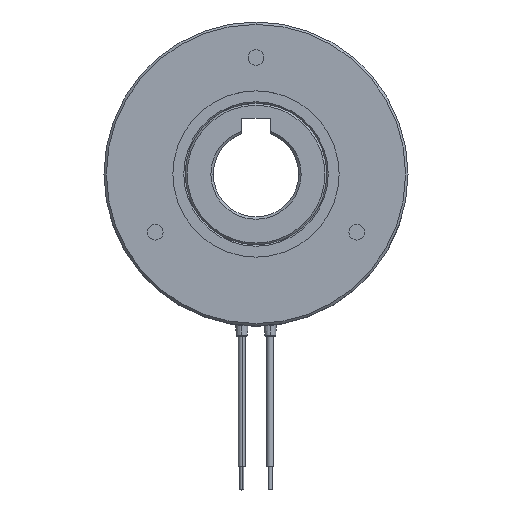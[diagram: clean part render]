
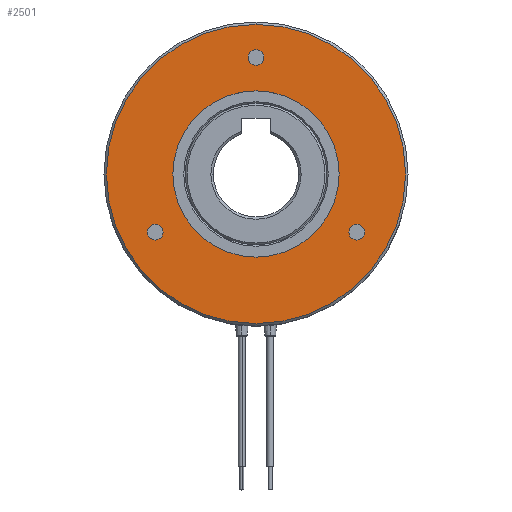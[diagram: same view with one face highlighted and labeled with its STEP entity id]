
A CAD part, top view. The second image highlights one B-rep face of the part: STEP entity #2501.
In plain terms, the highlighted planar face has unit normal (0, 0, 1).
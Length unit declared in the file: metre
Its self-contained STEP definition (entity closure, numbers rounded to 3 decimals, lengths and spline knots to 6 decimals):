
#2501=ADVANCED_FACE('6:566',(#7081,#7082,#7083,#7084,#7085),#7086,.T.);
#7081=FACE_BOUND('',#12162,.T.);
#7082=FACE_BOUND('',#12163,.T.);
#7083=FACE_BOUND('',#12164,.T.);
#7084=FACE_BOUND('',#12165,.T.);
#7085=FACE_OUTER_BOUND('',#12166,.T.);
#7086=PLANE('',#12167);
#12162=EDGE_LOOP('',(#32564,#32565,#32566));
#12163=EDGE_LOOP('',(#32567,#32568,#32569));
#12164=EDGE_LOOP('',(#32570,#32571,#32572));
#12165=EDGE_LOOP('',(#32573,#32574));
#12166=EDGE_LOOP('',(#32575,#32576));
#12167=AXIS2_PLACEMENT_3D('',#32577,#32578,#32579);
#32564=ORIENTED_EDGE('',*,*,#39345,.T.);
#32565=ORIENTED_EDGE('',*,*,#39403,.T.);
#32566=ORIENTED_EDGE('',*,*,#39346,.T.);
#32567=ORIENTED_EDGE('',*,*,#39404,.T.);
#32568=ORIENTED_EDGE('',*,*,#39355,.T.);
#32569=ORIENTED_EDGE('',*,*,#39405,.T.);
#32570=ORIENTED_EDGE('',*,*,#39350,.T.);
#32571=ORIENTED_EDGE('',*,*,#39406,.T.);
#32572=ORIENTED_EDGE('',*,*,#39351,.T.);
#32573=ORIENTED_EDGE('',*,*,#39370,.T.);
#32574=ORIENTED_EDGE('',*,*,#39407,.T.);
#32575=ORIENTED_EDGE('',*,*,#39376,.F.);
#32576=ORIENTED_EDGE('',*,*,#39402,.F.);
#32577=CARTESIAN_POINT('',(0.0,0.0245,0.));
#32578=DIRECTION('',(-0.0,0.0,1.0));
#32579=DIRECTION('',(-0.0,-1.0,0.0));
#39345=EDGE_CURVE('6:1697',#50100,#50097,#50101,.T.);
#39346=EDGE_CURVE('6:1697',#50102,#50100,#50103,.T.);
#39350=EDGE_CURVE('6:1670',#50110,#50107,#50111,.T.);
#39351=EDGE_CURVE('6:1670',#50112,#50110,#50113,.T.);
#39355=EDGE_CURVE('6:1645',#50120,#50117,#50121,.T.);
#39370=EDGE_CURVE('11:2398',#50145,#50142,#50146,.F.);
#39376=EDGE_CURVE('11:2360',#50155,#50151,#50157,.T.);
#39402=EDGE_CURVE('11:2360',#50151,#50155,#50195,.T.);
#39403=EDGE_CURVE('6:1697',#50097,#50102,#50196,.T.);
#39404=EDGE_CURVE('6:1645',#50197,#50120,#50198,.T.);
#39405=EDGE_CURVE('6:1645',#50117,#50197,#50199,.T.);
#39406=EDGE_CURVE('6:1670',#50107,#50112,#50200,.T.);
#39407=EDGE_CURVE('11:2398',#50142,#50145,#50201,.F.);
#50097=VERTEX_POINT('',#141075);
#50100=VERTEX_POINT('',#141079);
#50101=CIRCLE('',#141080,0.00165);
#50102=VERTEX_POINT('',#141081);
#50103=CIRCLE('',#141082,0.00165);
#50107=VERTEX_POINT('',#141087);
#50110=VERTEX_POINT('',#141091);
#50111=CIRCLE('',#141092,0.00165);
#50112=VERTEX_POINT('',#141093);
#50113=CIRCLE('',#141094,0.00165);
#50117=VERTEX_POINT('',#141099);
#50120=VERTEX_POINT('',#141103);
#50121=CIRCLE('',#141104,0.00165);
#50142=VERTEX_POINT('',#141134);
#50145=VERTEX_POINT('',#141138);
#50146=CIRCLE('',#141139,0.0175);
#50151=VERTEX_POINT('',#141145);
#50155=VERTEX_POINT('',#141150);
#50157=CIRCLE('',#141153,0.0315);
#50195=CIRCLE('',#141415,0.0315);
#50196=CIRCLE('',#141416,0.00165);
#50197=VERTEX_POINT('',#141417);
#50198=CIRCLE('',#141418,0.00165);
#50199=CIRCLE('',#141419,0.00165);
#50200=CIRCLE('',#141420,0.00165);
#50201=CIRCLE('',#141421,0.0175);
#141075=CARTESIAN_POINT('',(-0.019568,-0.01225,0.));
#141079=CARTESIAN_POINT('',(-0.021218,-0.0106,0.));
#141080=AXIS2_PLACEMENT_3D('',#145904,#145905,#145906);
#141081=CARTESIAN_POINT('',(-0.022868,-0.01225,0.));
#141082=AXIS2_PLACEMENT_3D('',#145907,#145908,#145909);
#141087=CARTESIAN_POINT('',(0.022868,-0.01225,0.));
#141091=CARTESIAN_POINT('',(0.021218,-0.0106,0.));
#141092=AXIS2_PLACEMENT_3D('',#145915,#145916,#145917);
#141093=CARTESIAN_POINT('',(0.019568,-0.01225,0.));
#141094=AXIS2_PLACEMENT_3D('',#145918,#145919,#145920);
#141099=CARTESIAN_POINT('',(0.00165,0.0245,0.));
#141103=CARTESIAN_POINT('',(-0.00165,0.0245,0.));
#141104=AXIS2_PLACEMENT_3D('',#145926,#145927,#145928);
#141134=CARTESIAN_POINT('',(0.,0.0175,0.));
#141138=CARTESIAN_POINT('',(0.,-0.0175,0.));
#141139=AXIS2_PLACEMENT_3D('',#145951,#145952,#145953);
#141145=CARTESIAN_POINT('',(0.,-0.0315,0.));
#141150=CARTESIAN_POINT('',(0.,0.0315,0.));
#141153=AXIS2_PLACEMENT_3D('',#145963,#145964,#145965);
#141415=AXIS2_PLACEMENT_3D('',#146001,#146002,#146003);
#141416=AXIS2_PLACEMENT_3D('',#146004,#146005,#146006);
#141417=CARTESIAN_POINT('',(0.,0.02285,0.));
#141418=AXIS2_PLACEMENT_3D('',#146007,#146008,#146009);
#141419=AXIS2_PLACEMENT_3D('',#146010,#146011,#146012);
#141420=AXIS2_PLACEMENT_3D('',#146013,#146014,#146015);
#141421=AXIS2_PLACEMENT_3D('',#146016,#146017,#146018);
#145904=CARTESIAN_POINT('',(-0.021218,-0.01225,0.));
#145905=DIRECTION('',(0.0,0.0,-1.0));
#145906=DIRECTION('',(1.0,0.0,0.0));
#145907=CARTESIAN_POINT('',(-0.021218,-0.01225,0.));
#145908=DIRECTION('',(0.0,0.0,-1.0));
#145909=DIRECTION('',(1.0,0.0,0.0));
#145915=CARTESIAN_POINT('',(0.021218,-0.01225,0.));
#145916=DIRECTION('',(0.0,0.0,-1.0));
#145917=DIRECTION('',(1.0,0.0,0.0));
#145918=CARTESIAN_POINT('',(0.021218,-0.01225,0.));
#145919=DIRECTION('',(0.0,0.0,-1.0));
#145920=DIRECTION('',(1.0,0.0,0.0));
#145926=CARTESIAN_POINT('',(0.0,0.0245,0.));
#145927=DIRECTION('',(0.0,0.0,-1.0));
#145928=DIRECTION('',(1.0,0.0,0.0));
#145951=CARTESIAN_POINT('',(0.0,0.0,0.));
#145952=DIRECTION('',(0.0,0.0,1.0));
#145953=DIRECTION('',(0.,1.0,0.0));
#145963=CARTESIAN_POINT('',(0.0,0.0,0.));
#145964=DIRECTION('',(0.0,-0.0,-1.0));
#145965=DIRECTION('',(0.,-1.0,0.0));
#146001=CARTESIAN_POINT('',(0.0,0.0,0.));
#146002=DIRECTION('',(0.0,-0.0,-1.0));
#146003=DIRECTION('',(0.,-1.0,0.0));
#146004=CARTESIAN_POINT('',(-0.021218,-0.01225,0.));
#146005=DIRECTION('',(0.0,0.0,-1.0));
#146006=DIRECTION('',(1.0,0.0,0.0));
#146007=CARTESIAN_POINT('',(0.0,0.0245,0.));
#146008=DIRECTION('',(0.0,0.0,-1.0));
#146009=DIRECTION('',(1.0,0.0,0.0));
#146010=CARTESIAN_POINT('',(0.0,0.0245,0.));
#146011=DIRECTION('',(0.0,0.0,-1.0));
#146012=DIRECTION('',(1.0,0.0,0.0));
#146013=CARTESIAN_POINT('',(0.021218,-0.01225,0.));
#146014=DIRECTION('',(0.0,0.0,-1.0));
#146015=DIRECTION('',(1.0,0.0,0.0));
#146016=CARTESIAN_POINT('',(0.0,0.0,0.));
#146017=DIRECTION('',(0.0,0.0,1.0));
#146018=DIRECTION('',(0.,1.0,0.0));
